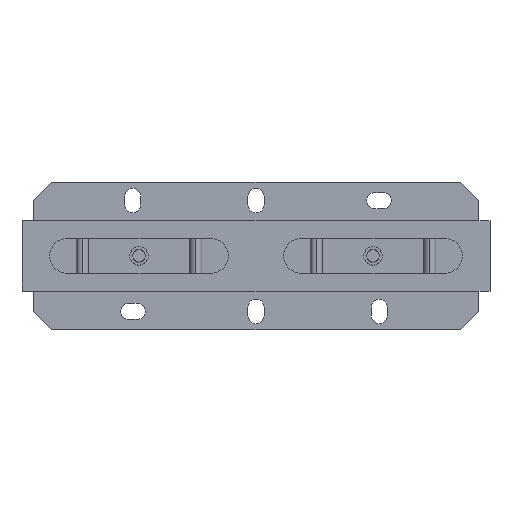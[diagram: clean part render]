
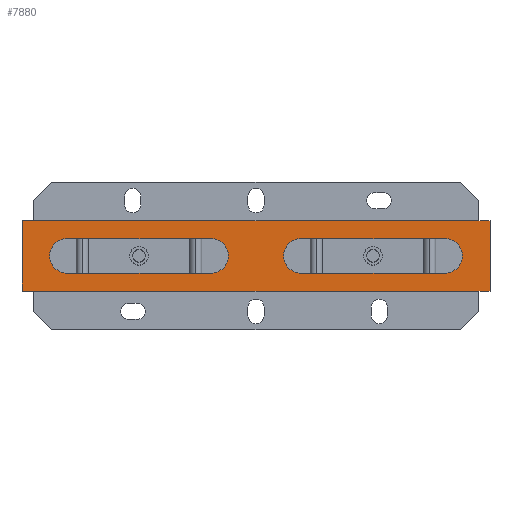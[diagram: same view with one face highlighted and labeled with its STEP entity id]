
A CAD part, top view. The second image highlights one B-rep face of the part: STEP entity #7880.
In plain terms, the highlighted planar face has unit normal (0, 0, 1).
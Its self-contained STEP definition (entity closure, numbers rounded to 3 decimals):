
#56 = LINE ( 'NONE', #6284, #5553 ) ;
#247 = FACE_OUTER_BOUND ( 'NONE', #19297, .T. ) ;
#302 = CIRCLE ( 'NONE', #7156, 14. ) ;
#352 = CARTESIAN_POINT ( 'NONE',  ( -153.5, 14., 39.5 ) ) ;
#360 = VERTEX_POINT ( 'NONE', #18949 ) ;
#793 = VERTEX_POINT ( 'NONE', #19727 ) ;
#940 = CARTESIAN_POINT ( 'NONE',  ( 36.5, 0., 39.5 ) ) ;
#1118 = ORIENTED_EDGE ( 'NONE', *, *, #13390, .F. ) ;
#1122 = CARTESIAN_POINT ( 'NONE',  ( 36.5, 14., 39.5 ) ) ;
#1217 = CARTESIAN_POINT ( 'NONE',  ( -36.5, 0., 39.5 ) ) ;
#1239 = ORIENTED_EDGE ( 'NONE', *, *, #9795, .F. ) ;
#1667 = DIRECTION ( 'NONE',  ( -1., 0., 0. ) ) ;
#1776 = VERTEX_POINT ( 'NONE', #8350 ) ;
#1918 = EDGE_CURVE ( 'NONE', #2995, #3251, #8644, .T. ) ;
#1971 = ORIENTED_EDGE ( 'NONE', *, *, #2780, .F. ) ;
#1987 = CARTESIAN_POINT ( 'NONE',  ( -190., 28.5, 39.5 ) ) ;
#2392 = DIRECTION ( 'NONE',  ( 0., 0., 1. ) ) ;
#2621 = CIRCLE ( 'NONE', #16009, 14. ) ;
#2780 = EDGE_CURVE ( 'NONE', #360, #5997, #5171, .T. ) ;
#2995 = VERTEX_POINT ( 'NONE', #12107 ) ;
#3251 = VERTEX_POINT ( 'NONE', #1987 ) ;
#3354 = ORIENTED_EDGE ( 'NONE', *, *, #5743, .F. ) ;
#3410 = CARTESIAN_POINT ( 'NONE',  ( -190., -28.5, 39.5 ) ) ;
#3470 = CARTESIAN_POINT ( 'NONE',  ( -153.5, -14., 39.5 ) ) ;
#4094 = EDGE_CURVE ( 'NONE', #17218, #793, #56, .T. ) ;
#4405 = DIRECTION ( 'NONE',  ( 0., 1., 0. ) ) ;
#5095 = VECTOR ( 'NONE', #19177, 1000. ) ;
#5171 = LINE ( 'NONE', #15910, #5095 ) ;
#5202 = LINE ( 'NONE', #3470, #16688 ) ;
#5254 = CARTESIAN_POINT ( 'NONE',  ( -190., -28.5, 39.5 ) ) ;
#5455 = CARTESIAN_POINT ( 'NONE',  ( 153.5, 0., 39.5 ) ) ;
#5553 = VECTOR ( 'NONE', #11084, 1000. ) ;
#5743 = EDGE_CURVE ( 'NONE', #793, #360, #18977, .T. ) ;
#5879 = EDGE_LOOP ( 'NONE', ( #3354, #12973, #8731, #1971 ) ) ;
#5996 = EDGE_CURVE ( 'NONE', #20145, #2995, #7147, .T. ) ;
#5997 = VERTEX_POINT ( 'NONE', #1122 ) ;
#6284 = CARTESIAN_POINT ( 'NONE',  ( 36.5, -14., 39.5 ) ) ;
#6358 = ORIENTED_EDGE ( 'NONE', *, *, #12362, .F. ) ;
#6694 = VECTOR ( 'NONE', #14673, 1000. ) ;
#6704 = ORIENTED_EDGE ( 'NONE', *, *, #13560, .T. ) ;
#6853 = CARTESIAN_POINT ( 'NONE',  ( -36.5, 14., 39.5 ) ) ;
#7147 = LINE ( 'NONE', #10315, #18000 ) ;
#7156 = AXIS2_PLACEMENT_3D ( 'NONE', #1217, #13678, #19820 ) ;
#7370 = EDGE_LOOP ( 'NONE', ( #6358, #9380, #1118, #1239 ) ) ;
#7670 = ORIENTED_EDGE ( 'NONE', *, *, #1918, .T. ) ;
#7765 = VERTEX_POINT ( 'NONE', #352 ) ;
#7880 = ADVANCED_FACE ( 'NONE', ( #8009, #14249, #247 ), #11181, .F. ) ;
#8009 = FACE_BOUND ( 'NONE', #5879, .T. ) ;
#8085 = CIRCLE ( 'NONE', #11994, 14. ) ;
#8207 = AXIS2_PLACEMENT_3D ( 'NONE', #5455, #2392, #16491 ) ;
#8350 = CARTESIAN_POINT ( 'NONE',  ( -153.5, -14., 39.5 ) ) ;
#8393 = LINE ( 'NONE', #17498, #17718 ) ;
#8532 = EDGE_CURVE ( 'NONE', #5997, #17218, #8085, .T. ) ;
#8644 = LINE ( 'NONE', #14771, #6694 ) ;
#8731 = ORIENTED_EDGE ( 'NONE', *, *, #8532, .F. ) ;
#8882 = DIRECTION ( 'NONE',  ( 1., 0., 0. ) ) ;
#9261 = ORIENTED_EDGE ( 'NONE', *, *, #5996, .T. ) ;
#9330 = LINE ( 'NONE', #13928, #17038 ) ;
#9380 = ORIENTED_EDGE ( 'NONE', *, *, #10950, .F. ) ;
#9467 = VERTEX_POINT ( 'NONE', #5254 ) ;
#9483 = DIRECTION ( 'NONE',  ( 0., -1., 0. ) ) ;
#9648 = DIRECTION ( 'NONE',  ( 0., 0., -1. ) ) ;
#9795 = EDGE_CURVE ( 'NONE', #11120, #16468, #302, .T. ) ;
#9924 = EDGE_CURVE ( 'NONE', #3251, #9467, #10617, .T. ) ;
#10315 = CARTESIAN_POINT ( 'NONE',  ( 190., -28.5, 39.5 ) ) ;
#10546 = CARTESIAN_POINT ( 'NONE',  ( -153.5, 0., 39.5 ) ) ;
#10617 = LINE ( 'NONE', #15316, #20215 ) ;
#10950 = EDGE_CURVE ( 'NONE', #7765, #1776, #2621, .T. ) ;
#11084 = DIRECTION ( 'NONE',  ( 1., 0., 0. ) ) ;
#11120 = VERTEX_POINT ( 'NONE', #11544 ) ;
#11181 = PLANE ( 'NONE',  #20085 ) ;
#11438 = DIRECTION ( 'NONE',  ( 1., 0., 0. ) ) ;
#11544 = CARTESIAN_POINT ( 'NONE',  ( -36.5, -14., 39.5 ) ) ;
#11994 = AXIS2_PLACEMENT_3D ( 'NONE', #940, #13397, #18207 ) ;
#12107 = CARTESIAN_POINT ( 'NONE',  ( 190., 28.5, 39.5 ) ) ;
#12362 = EDGE_CURVE ( 'NONE', #1776, #11120, #5202, .T. ) ;
#12973 = ORIENTED_EDGE ( 'NONE', *, *, #4094, .F. ) ;
#13390 = EDGE_CURVE ( 'NONE', #16468, #7765, #9330, .T. ) ;
#13397 = DIRECTION ( 'NONE',  ( 0., 0., 1. ) ) ;
#13560 = EDGE_CURVE ( 'NONE', #9467, #20145, #8393, .T. ) ;
#13678 = DIRECTION ( 'NONE',  ( 0., 0., 1. ) ) ;
#13928 = CARTESIAN_POINT ( 'NONE',  ( -36.5, 14., 39.5 ) ) ;
#14249 = FACE_BOUND ( 'NONE', #7370, .T. ) ;
#14465 = CARTESIAN_POINT ( 'NONE',  ( 190., -28.5, 39.5 ) ) ;
#14673 = DIRECTION ( 'NONE',  ( -1., 0., 0. ) ) ;
#14771 = CARTESIAN_POINT ( 'NONE',  ( 190., 28.5, 39.5 ) ) ;
#15151 = DIRECTION ( 'NONE',  ( 0., 0., 1. ) ) ;
#15316 = CARTESIAN_POINT ( 'NONE',  ( -190., 28.5, 39.5 ) ) ;
#15880 = DIRECTION ( 'NONE',  ( 0., -1., 0. ) ) ;
#15910 = CARTESIAN_POINT ( 'NONE',  ( 153.5, 14., 39.5 ) ) ;
#16009 = AXIS2_PLACEMENT_3D ( 'NONE', #10546, #15151, #4405 ) ;
#16468 = VERTEX_POINT ( 'NONE', #6853 ) ;
#16491 = DIRECTION ( 'NONE',  ( 0., 1., 0. ) ) ;
#16526 = ORIENTED_EDGE ( 'NONE', *, *, #9924, .T. ) ;
#16688 = VECTOR ( 'NONE', #11438, 1000. ) ;
#17038 = VECTOR ( 'NONE', #1667, 1000. ) ;
#17218 = VERTEX_POINT ( 'NONE', #19280 ) ;
#17498 = CARTESIAN_POINT ( 'NONE',  ( -190., -28.5, 39.5 ) ) ;
#17718 = VECTOR ( 'NONE', #8882, 1000. ) ;
#18000 = VECTOR ( 'NONE', #18188, 1000. ) ;
#18188 = DIRECTION ( 'NONE',  ( 0., 1., 0. ) ) ;
#18207 = DIRECTION ( 'NONE',  ( 0., 1., 0. ) ) ;
#18949 = CARTESIAN_POINT ( 'NONE',  ( 153.5, 14., 39.5 ) ) ;
#18977 = CIRCLE ( 'NONE', #8207, 14. ) ;
#19177 = DIRECTION ( 'NONE',  ( -1., 0., 0. ) ) ;
#19280 = CARTESIAN_POINT ( 'NONE',  ( 36.5, -14., 39.5 ) ) ;
#19297 = EDGE_LOOP ( 'NONE', ( #9261, #7670, #16526, #6704 ) ) ;
#19727 = CARTESIAN_POINT ( 'NONE',  ( 153.5, -14., 39.5 ) ) ;
#19820 = DIRECTION ( 'NONE',  ( 0., 1., 0. ) ) ;
#20085 = AXIS2_PLACEMENT_3D ( 'NONE', #3410, #9648, #15880 ) ;
#20145 = VERTEX_POINT ( 'NONE', #14465 ) ;
#20215 = VECTOR ( 'NONE', #9483, 1000. ) ;
